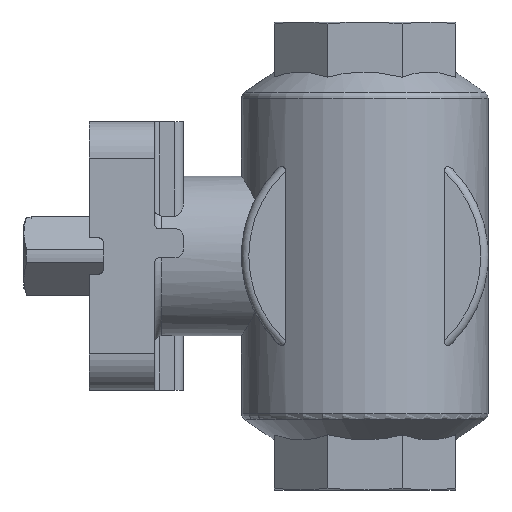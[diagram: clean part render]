
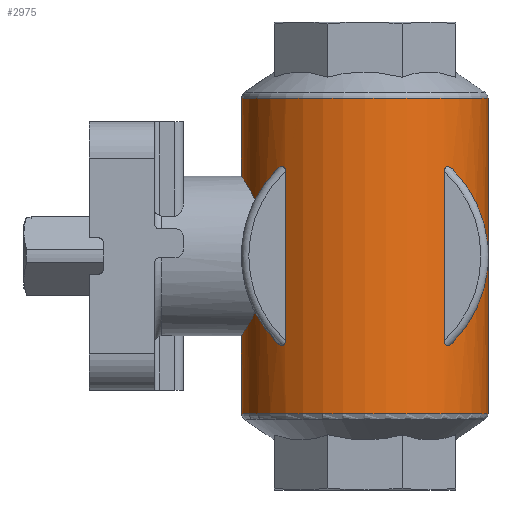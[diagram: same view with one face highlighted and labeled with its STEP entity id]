
A CAD part, left-side view. The second image highlights one B-rep face of the part: STEP entity #2975.
In plain terms, the highlighted cylindrical face has radius 17 mm (diameter 34 mm), a full revolution.
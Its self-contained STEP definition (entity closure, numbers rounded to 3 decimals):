
#23=ELLIPSE('',#3237,24.042,17.);
#24=ELLIPSE('',#3238,24.042,17.);
#25=ELLIPSE('',#3239,24.042,17.);
#26=ELLIPSE('',#3240,24.042,17.);
#27=ELLIPSE('',#3241,24.042,17.);
#28=ELLIPSE('',#3242,24.042,17.);
#138=B_SPLINE_CURVE_WITH_KNOTS('',3,(#4629,#4630,#4631,#4632,#4633,#4634,
#4635,#4636),.UNSPECIFIED.,.F.,.F.,(4,1,1,1,1,4),(0.027,0.029,
0.031,0.035,0.04,0.044),
 .UNSPECIFIED.);
#140=B_SPLINE_CURVE_WITH_KNOTS('',3,(#4647,#4648,#4649,#4650,#4651,#4652,
#4653),.UNSPECIFIED.,.F.,.F.,(4,1,1,1,4),(0.062,0.066,
0.071,0.075,0.08),.UNSPECIFIED.);
#161=B_SPLINE_CURVE_WITH_KNOTS('',3,(#4843,#4844,#4845,#4846,#4847,#4848,
#4849),.UNSPECIFIED.,.F.,.F.,(4,1,1,1,4),(0.,0.,
0.001,0.001,0.002),
 .UNSPECIFIED.);
#162=B_SPLINE_CURVE_WITH_KNOTS('',3,(#4853,#4854,#4855,#4856,#4857,#4858,
#4859),.UNSPECIFIED.,.F.,.F.,(4,1,1,1,4),(0.003,0.004,
0.004,0.005,0.005),
 .UNSPECIFIED.);
#163=B_SPLINE_CURVE_WITH_KNOTS('',3,(#4866,#4867,#4868,#4869,#4870,#4871,
#4872),.UNSPECIFIED.,.F.,.F.,(4,1,1,1,4),(0.,0.,
0.001,0.001,0.002),
 .UNSPECIFIED.);
#164=B_SPLINE_CURVE_WITH_KNOTS('',3,(#4876,#4877,#4878,#4879,#4880,#4881,
#4882),.UNSPECIFIED.,.F.,.F.,(4,1,1,1,4),(0.003,0.004,
0.004,0.005,0.005),
 .UNSPECIFIED.);
#395=LINE('',#4851,#562);
#396=LINE('',#4874,#563);
#562=VECTOR('',#3751,1000.);
#563=VECTOR('',#3758,1000.);
#883=ORIENTED_EDGE('',*,*,#1735,.F.);
#884=ORIENTED_EDGE('',*,*,#1681,.F.);
#885=ORIENTED_EDGE('',*,*,#1736,.F.);
#886=ORIENTED_EDGE('',*,*,#1737,.T.);
#887=ORIENTED_EDGE('',*,*,#1738,.F.);
#888=ORIENTED_EDGE('',*,*,#1739,.T.);
#889=ORIENTED_EDGE('',*,*,#1740,.F.);
#890=ORIENTED_EDGE('',*,*,#1679,.F.);
#891=ORIENTED_EDGE('',*,*,#1741,.F.);
#892=ORIENTED_EDGE('',*,*,#1742,.F.);
#893=ORIENTED_EDGE('',*,*,#1743,.T.);
#894=ORIENTED_EDGE('',*,*,#1744,.F.);
#895=ORIENTED_EDGE('',*,*,#1745,.T.);
#896=ORIENTED_EDGE('',*,*,#1746,.F.);
#897=ORIENTED_EDGE('',*,*,#1747,.F.);
#898=ORIENTED_EDGE('',*,*,#1748,.T.);
#1679=EDGE_CURVE('',#2100,#2101,#138,.T.);
#1681=EDGE_CURVE('',#2102,#2103,#140,.T.);
#1735=EDGE_CURVE('',#2148,#2148,#2355,.T.);
#1736=EDGE_CURVE('',#2149,#2102,#23,.T.);
#1737=EDGE_CURVE('',#2149,#2150,#161,.T.);
#1738=EDGE_CURVE('',#2151,#2150,#395,.F.);
#1739=EDGE_CURVE('',#2151,#2152,#162,.T.);
#1740=EDGE_CURVE('',#2101,#2152,#24,.F.);
#1741=EDGE_CURVE('',#2153,#2100,#25,.F.);
#1742=EDGE_CURVE('',#2154,#2153,#26,.F.);
#1743=EDGE_CURVE('',#2154,#2155,#163,.T.);
#1744=EDGE_CURVE('',#2156,#2155,#396,.T.);
#1745=EDGE_CURVE('',#2156,#2157,#164,.T.);
#1746=EDGE_CURVE('',#2153,#2157,#27,.T.);
#1747=EDGE_CURVE('',#2103,#2153,#28,.T.);
#1748=EDGE_CURVE('',#2158,#2158,#2356,.T.);
#2100=VERTEX_POINT('',#4637);
#2101=VERTEX_POINT('',#4638);
#2102=VERTEX_POINT('',#4646);
#2103=VERTEX_POINT('',#4654);
#2148=VERTEX_POINT('',#4840);
#2149=VERTEX_POINT('',#4842);
#2150=VERTEX_POINT('',#4850);
#2151=VERTEX_POINT('',#4852);
#2152=VERTEX_POINT('',#4860);
#2153=VERTEX_POINT('',#4863);
#2154=VERTEX_POINT('',#4865);
#2155=VERTEX_POINT('',#4873);
#2156=VERTEX_POINT('',#4875);
#2157=VERTEX_POINT('',#4883);
#2158=VERTEX_POINT('',#4887);
#2355=CIRCLE('',#3236,17.);
#2356=CIRCLE('',#3243,17.);
#2475=EDGE_LOOP('',(#883));
#2476=EDGE_LOOP('',(#884,#885,#886,#887,#888,#889,#890,#891,#892,#893,#894,
#895,#896,#897));
#2477=EDGE_LOOP('',(#898));
#2707=FACE_BOUND('',#2475,.T.);
#2708=FACE_BOUND('',#2476,.T.);
#2709=FACE_BOUND('',#2477,.T.);
#2906=CYLINDRICAL_SURFACE('',#3235,17.);
#2975=ADVANCED_FACE('',(#2707,#2708,#2709),#2906,.T.);
#3235=AXIS2_PLACEMENT_3D('',#4838,#3745,#3746);
#3236=AXIS2_PLACEMENT_3D('',#4839,#3747,#3748);
#3237=AXIS2_PLACEMENT_3D('',#4841,#3749,#3750);
#3238=AXIS2_PLACEMENT_3D('',#4861,#3752,#3753);
#3239=AXIS2_PLACEMENT_3D('',#4862,#3754,#3755);
#3240=AXIS2_PLACEMENT_3D('',#4864,#3756,#3757);
#3241=AXIS2_PLACEMENT_3D('',#4884,#3759,#3760);
#3242=AXIS2_PLACEMENT_3D('',#4885,#3761,#3762);
#3243=AXIS2_PLACEMENT_3D('',#4886,#3763,#3764);
#3745=DIRECTION('',(0.,0.,-1.));
#3746=DIRECTION('',(0.,1.,0.));
#3747=DIRECTION('',(0.,0.,-1.));
#3748=DIRECTION('',(0.,1.,0.));
#3749=DIRECTION('',(-0.707,0.,-0.707));
#3750=DIRECTION('',(0.707,0.,-0.707));
#3751=DIRECTION('',(0.,0.,-1.));
#3752=DIRECTION('',(0.707,0.,-0.707));
#3753=DIRECTION('',(-0.707,0.,-0.707));
#3754=DIRECTION('',(-0.707,0.,-0.707));
#3755=DIRECTION('',(0.707,0.,-0.707));
#3756=DIRECTION('',(0.707,0.,-0.707));
#3757=DIRECTION('',(-0.707,0.,-0.707));
#3758=DIRECTION('',(0.,0.,-1.));
#3759=DIRECTION('',(-0.707,0.,-0.707));
#3760=DIRECTION('',(0.707,0.,-0.707));
#3761=DIRECTION('',(0.707,0.,-0.707));
#3762=DIRECTION('',(-0.707,0.,-0.707));
#3763=DIRECTION('',(0.,0.,-1.));
#3764=DIRECTION('',(0.,1.,0.));
#4629=CARTESIAN_POINT('',(7.778,15.116,-7.778));
#4630=CARTESIAN_POINT('',(7.283,15.371,-8.274));
#4631=CARTESIAN_POINT('',(6.214,15.86,-9.157));
#4632=CARTESIAN_POINT('',(3.701,16.692,-10.536));
#4633=CARTESIAN_POINT('',(0.011,17.204,-11.308));
#4634=CARTESIAN_POINT('',(-4.421,16.595,-10.388));
#4635=CARTESIAN_POINT('',(-6.792,15.624,-8.765));
#4636=CARTESIAN_POINT('',(-7.778,15.116,-7.778));
#4637=CARTESIAN_POINT('',(7.778,15.116,-7.778));
#4638=CARTESIAN_POINT('',(-7.778,15.116,-7.778));
#4646=CARTESIAN_POINT('',(-7.778,15.116,7.778));
#4647=CARTESIAN_POINT('',(-7.778,15.116,7.778));
#4648=CARTESIAN_POINT('',(-6.795,15.622,8.761));
#4649=CARTESIAN_POINT('',(-4.44,16.591,10.381));
#4650=CARTESIAN_POINT('',(0.019,17.205,11.31));
#4651=CARTESIAN_POINT('',(4.437,16.589,10.378));
#4652=CARTESIAN_POINT('',(6.797,15.621,8.759));
#4653=CARTESIAN_POINT('',(7.778,15.116,7.778));
#4654=CARTESIAN_POINT('',(7.778,15.116,7.778));
#4838=CARTESIAN_POINT('',(0.,0.,-32.25));
#4839=CARTESIAN_POINT('',(0.,0.,-21.725));
#4840=CARTESIAN_POINT('',(0.,17.,-21.725));
#4841=CARTESIAN_POINT('',(0.,0.,0.));
#4842=CARTESIAN_POINT('',(-12.,12.042,12.));
#4843=CARTESIAN_POINT('',(-12.,12.042,12.));
#4844=CARTESIAN_POINT('',(-12.095,11.947,12.095));
#4845=CARTESIAN_POINT('',(-12.291,11.747,12.253));
#4846=CARTESIAN_POINT('',(-12.626,11.388,12.383));
#4847=CARTESIAN_POINT('',(-12.955,11.01,12.182));
#4848=CARTESIAN_POINT('',(-13.,10.954,11.826));
#4849=CARTESIAN_POINT('',(-13.,10.954,11.662));
#4850=CARTESIAN_POINT('',(-13.,10.954,11.662));
#4851=CARTESIAN_POINT('',(-13.,10.954,-32.25));
#4852=CARTESIAN_POINT('',(-13.,10.954,-11.662));
#4853=CARTESIAN_POINT('',(-13.,10.954,-11.662));
#4854=CARTESIAN_POINT('',(-13.,10.954,-11.826));
#4855=CARTESIAN_POINT('',(-12.955,11.009,-12.181));
#4856=CARTESIAN_POINT('',(-12.626,11.388,-12.383));
#4857=CARTESIAN_POINT('',(-12.295,11.743,-12.255));
#4858=CARTESIAN_POINT('',(-12.095,11.947,-12.095));
#4859=CARTESIAN_POINT('',(-12.,12.042,-12.));
#4860=CARTESIAN_POINT('',(-12.,12.042,-12.));
#4861=CARTESIAN_POINT('',(0.,0.,0.));
#4862=CARTESIAN_POINT('',(0.,0.,0.));
#4863=CARTESIAN_POINT('',(0.,-17.,0.));
#4864=CARTESIAN_POINT('',(0.,0.,0.));
#4865=CARTESIAN_POINT('',(-12.,-12.042,-12.));
#4866=CARTESIAN_POINT('',(-12.,-12.042,-12.));
#4867=CARTESIAN_POINT('',(-12.095,-11.947,-12.095));
#4868=CARTESIAN_POINT('',(-12.291,-11.747,-12.253));
#4869=CARTESIAN_POINT('',(-12.626,-11.388,-12.383));
#4870=CARTESIAN_POINT('',(-12.955,-11.01,-12.182));
#4871=CARTESIAN_POINT('',(-13.,-10.954,-11.826));
#4872=CARTESIAN_POINT('',(-13.,-10.954,-11.662));
#4873=CARTESIAN_POINT('',(-13.,-10.954,-11.662));
#4874=CARTESIAN_POINT('',(-13.,-10.954,-32.25));
#4875=CARTESIAN_POINT('',(-13.,-10.954,11.662));
#4876=CARTESIAN_POINT('',(-13.,-10.954,11.662));
#4877=CARTESIAN_POINT('',(-13.,-10.954,11.826));
#4878=CARTESIAN_POINT('',(-12.955,-11.009,12.181));
#4879=CARTESIAN_POINT('',(-12.626,-11.388,12.383));
#4880=CARTESIAN_POINT('',(-12.295,-11.743,12.255));
#4881=CARTESIAN_POINT('',(-12.095,-11.947,12.095));
#4882=CARTESIAN_POINT('',(-12.,-12.042,12.));
#4883=CARTESIAN_POINT('',(-12.,-12.042,12.));
#4884=CARTESIAN_POINT('',(0.,0.,0.));
#4885=CARTESIAN_POINT('',(0.,0.,0.));
#4886=CARTESIAN_POINT('',(0.,0.,21.725));
#4887=CARTESIAN_POINT('',(0.,17.,21.725));
